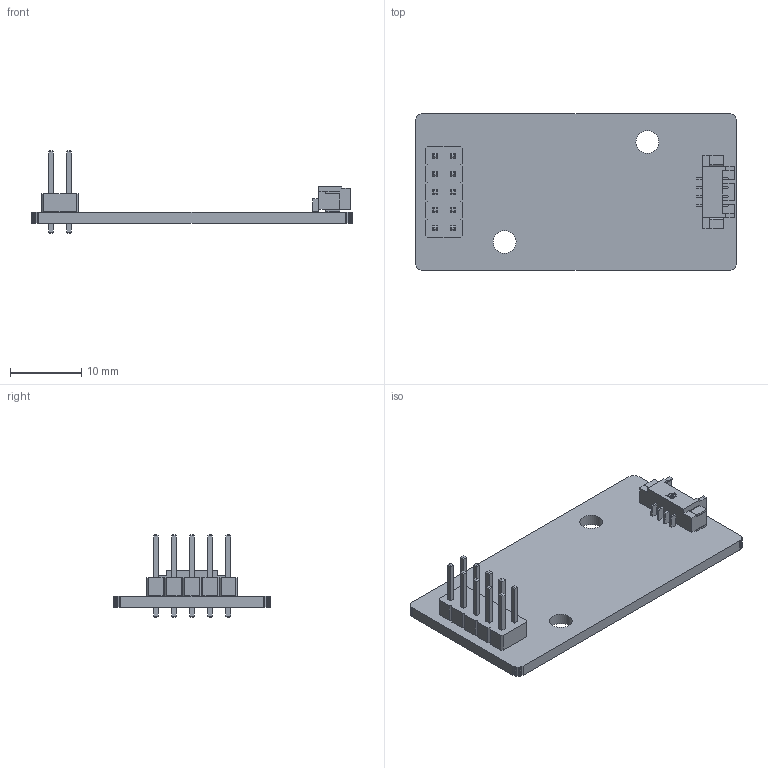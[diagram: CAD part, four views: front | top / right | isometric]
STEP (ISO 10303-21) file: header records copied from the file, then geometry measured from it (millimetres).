
FILE_DESCRIPTION(('KiCad electronic assembly'),'2;1');
FILE_NAME('knx adapter.step','2024-08-09T00:58:58',('Pcbnew'),('Kicad'), 'Open CASCADE STEP processor 7.7','KiCad to STEP converter','Unknown' );
FILE_SCHEMA(('AUTOMOTIVE_DESIGN { 1 0 10303 214 1 1 1 1 }'));
Length unit declared in the file: millimetre
Products named in the file (6): knx adapter 1; PinHeader_2x05_P2.54mm_Vertical; SOLID; JST - GH - SMD (R) - 4Pin - 1.25mm; COMPOUND; knx adapter PCB
Assembly tree (5 placements, depth 3):
  knx adapter 1
    PinHeader_2x05_P2.54mm_Vertical
      SOLID
    JST - GH - SMD (R) - 4Pin - 1.25mm
      COMPOUND
    knx adapter PCB
Bounding box: 45 x 22 x 11.54 mm (x, y, z)
Volume: 1791.2 mm3; surface area: 2972.7 mm2
Topology: 5 solids, 25 shells, 607 faces, 1489 edges, 960 vertices
Faces by surface type: plane 535, bspline 40, cylinder 32
Full cylindrical faces by diameter (mm): 1 x10, 3.2 x2
Entity records: 45083 total; most frequent: CARTESIAN_POINT 12424, DIRECTION 4777, LINE 3461, VECTOR 3461, ORIENTED_EDGE 2978, PCURVE 2978, DEFINITIONAL_REPRESENTATION 2978, EDGE_CURVE 1489
